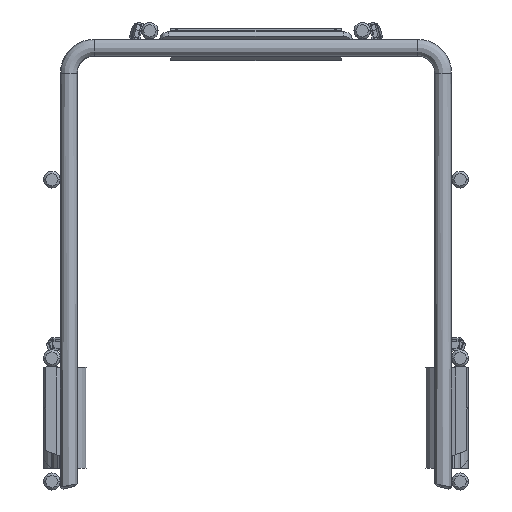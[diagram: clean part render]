
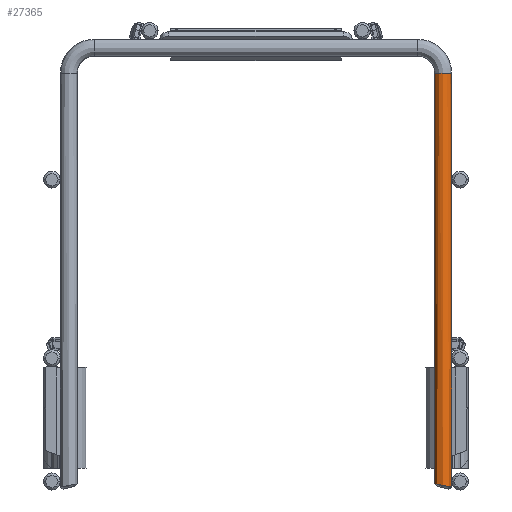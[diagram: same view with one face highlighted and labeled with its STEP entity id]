
A CAD part, front view. The second image highlights one B-rep face of the part: STEP entity #27365.
In plain terms, the highlighted cylindrical face has radius 2 mm (diameter 4 mm), a partial arc.
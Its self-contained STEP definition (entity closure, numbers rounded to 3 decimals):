
#26975=DIRECTION('',(0.,0.,-1.));
#26976=VECTOR('',#26975,96.545);
#26977=CARTESIAN_POINT('',(42.,-3002.,-8.));
#26978=LINE('',#26977,#26976);
#26979=CARTESIAN_POINT('',(42.,-3002.,-104.545));
#26980=CARTESIAN_POINT('',(42.,-3002.122,-104.545));
#26981=CARTESIAN_POINT('',(42.022,-3002.365,
-104.549));
#26982=CARTESIAN_POINT('',(42.122,-3002.719,
-104.569));
#26983=CARTESIAN_POINT('',(42.284,-3003.049,
-104.602));
#26984=CARTESIAN_POINT('',(42.505,-3003.346,
-104.646));
#26985=CARTESIAN_POINT('',(42.778,-3003.598,
-104.701));
#26986=CARTESIAN_POINT('',(43.095,-3003.796,
-104.764));
#26987=CARTESIAN_POINT('',(43.443,-3003.933,
-104.835));
#26988=CARTESIAN_POINT('',(43.812,-3004.003,
-104.909));
#26989=CARTESIAN_POINT('',(44.188,-3004.003,
-104.984));
#26990=CARTESIAN_POINT('',(44.557,-3003.933,
-105.058));
#26991=CARTESIAN_POINT('',(44.906,-3003.796,
-105.128));
#26992=CARTESIAN_POINT('',(45.222,-3003.598,
-105.192));
#26993=CARTESIAN_POINT('',(45.495,-3003.346,
-105.247));
#26994=CARTESIAN_POINT('',(45.716,-3003.049,
-105.291));
#26995=CARTESIAN_POINT('',(45.879,-3002.718,
-105.324));
#26996=CARTESIAN_POINT('',(45.978,-3002.365,
-105.344));
#26997=CARTESIAN_POINT('',(46.,-3002.122,-105.348));
#26998=CARTESIAN_POINT('',(46.,-3002.,-105.348));
#27000=CARTESIAN_POINT('',(44.,-3002.,-8.));
#27001=DIRECTION('',(0.,0.,-1.));
#27002=DIRECTION('',(1.,0.,0.));
#27003=AXIS2_PLACEMENT_3D('',#27000,#27001,#27002);
#27005=DIRECTION('',(0.,0.,-1.));
#27006=VECTOR('',#27005,97.348);
#27007=CARTESIAN_POINT('',(46.,-3002.,-8.));
#27008=LINE('',#27007,#27006);
#27225=CARTESIAN_POINT('',(42.,-3002.,-8.));
#27226=CARTESIAN_POINT('',(46.,-3002.,-8.));
#27227=VERTEX_POINT('',#27225);
#27228=VERTEX_POINT('',#27226);
#27233=VERTEX_POINT('',#26979);
#27234=VERTEX_POINT('',#26998);
#27352=CARTESIAN_POINT('',(44.,-3002.,-8.));
#27353=DIRECTION('',(0.,0.,-1.));
#27354=DIRECTION('',(-1.,0.,0.));
#27355=AXIS2_PLACEMENT_3D('',#27352,#27353,#27354);
#27356=CYLINDRICAL_SURFACE('',#27355,2.);
#27358=ORIENTED_EDGE('',*,*,#27357,.F.);
#27359=ORIENTED_EDGE('',*,*,#27347,.F.);
#27361=ORIENTED_EDGE('',*,*,#27360,.F.);
#27362=ORIENTED_EDGE('',*,*,#27343,.T.);
#27363=EDGE_LOOP('',(#27358,#27359,#27361,#27362));
#27364=FACE_OUTER_BOUND('',#27363,.F.);
#27365=ADVANCED_FACE('',(#27364),#27356,.T.);
#26999=B_SPLINE_CURVE_WITH_KNOTS('',3,(#26979,#26980,#26981,#26982,#26983,
#26984,#26985,#26986,#26987,#26988,#26989,#26990,#26991,#26992,#26993,#26994,
#26995,#26996,#26997,#26998),.UNSPECIFIED.,.F.,.F.,(4,1,1,1,1,1,1,1,1,1,1,1,1,1,
1,1,1,4),(0.,0.059,0.118,0.176,
0.235,0.294,0.353,0.412,
0.471,0.529,0.588,0.647,
0.706,0.765,0.824,0.882,
0.941,1.),.UNSPECIFIED.);
#27004=CIRCLE('',#27003,2.);
#27343=EDGE_CURVE('',#27228,#27234,#27008,.T.);
#27347=EDGE_CURVE('',#27227,#27233,#26978,.T.);
#27357=EDGE_CURVE('',#27233,#27234,#26999,.T.);
#27360=EDGE_CURVE('',#27228,#27227,#27004,.T.);
